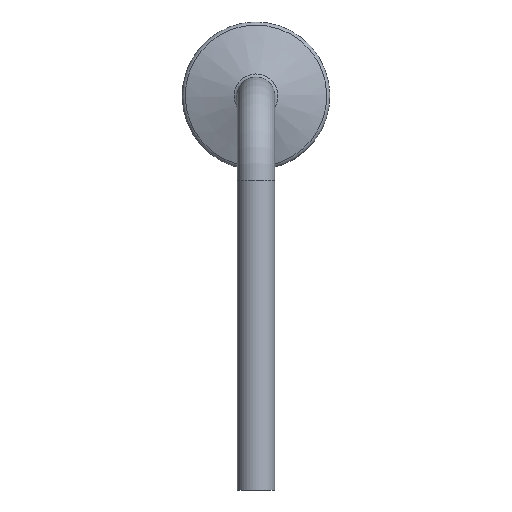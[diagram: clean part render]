
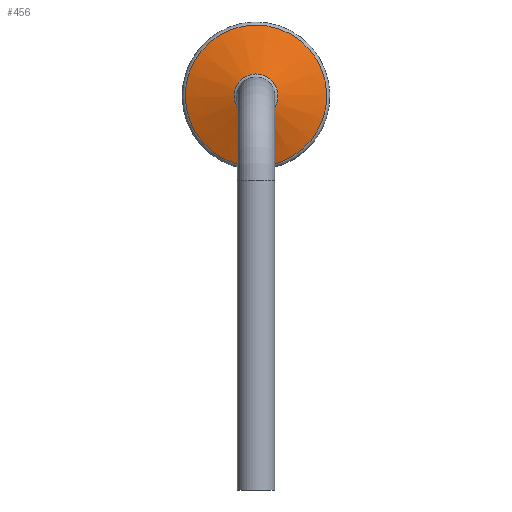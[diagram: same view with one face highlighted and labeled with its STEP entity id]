
A CAD part, left-side view. The second image highlights one B-rep face of the part: STEP entity #456.
In plain terms, the highlighted conical face has half-angle 70 degrees and reference radius 7.838 mm.
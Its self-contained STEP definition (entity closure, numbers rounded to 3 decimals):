
#422=CARTESIAN_POINT('',(3.701,6.802,0.0));
#423=VERTEX_POINT('',#422);
#424=CARTESIAN_POINT('',(0.0,6.802,0.0));
#425=DIRECTION('',(0.0,-1.0,0.0));
#426=DIRECTION('',(1.0,0.0,0.0));
#427=AXIS2_PLACEMENT_3D('',#424,#425,#426);
#428=CIRCLE('',#427,3.701);
#429=EDGE_CURVE('',#423,#423,#428,.T.);
#437=CARTESIAN_POINT('',(0.0,5.297,0.0));
#438=DIRECTION('',(0.0,-1.0,0.0));
#439=DIRECTION('',(1.0,0.0,0.0));
#440=AXIS2_PLACEMENT_3D('',#437,#438,#439);
#441=CONICAL_SURFACE('',#440,7.838,70.);
#442=CARTESIAN_POINT('',(11.974,3.792,0.0));
#443=VERTEX_POINT('',#442);
#444=CARTESIAN_POINT('',(0.0,3.792,0.0));
#445=DIRECTION('',(0.0,-1.0,0.0));
#446=DIRECTION('',(1.0,0.0,0.0));
#447=AXIS2_PLACEMENT_3D('',#444,#445,#446);
#448=CIRCLE('',#447,11.974);
#449=EDGE_CURVE('',#443,#443,#448,.T.);
#450=ORIENTED_EDGE('',*,*,#449,.F.);
#451=EDGE_LOOP('',(#450));
#452=FACE_OUTER_BOUND('',#451,.T.);
#453=ORIENTED_EDGE('',*,*,#429,.T.);
#454=EDGE_LOOP('',(#453));
#455=FACE_BOUND('',#454,.T.);
#456=ADVANCED_FACE('',(#452,#455),#441,.T.);
